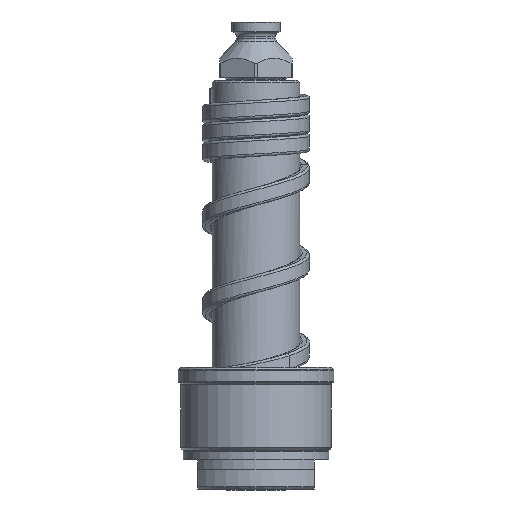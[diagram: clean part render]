
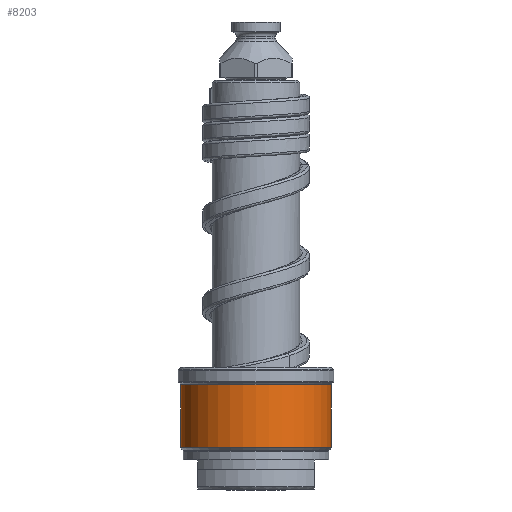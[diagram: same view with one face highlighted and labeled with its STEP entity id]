
A CAD part, front view. The second image highlights one B-rep face of the part: STEP entity #8203.
In plain terms, the highlighted cylindrical face has radius 15.5 mm (diameter 31 mm), a partial arc.
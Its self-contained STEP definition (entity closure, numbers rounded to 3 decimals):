
#1884=CARTESIAN_POINT('',(0.,0.,8.583));
#1885=DIRECTION('',(0.,0.,1.));
#1886=DIRECTION('',(-1.,0.,0.));
#1887=AXIS2_PLACEMENT_3D('',#1884,#1885,#1886);
#1889=DIRECTION('',(0.,0.,-1.));
#1890=VECTOR('',#1889,12.835);
#1891=CARTESIAN_POINT('',(-15.5,0.,21.417));
#1892=LINE('',#1891,#1890);
#1893=CARTESIAN_POINT('',(0.,0.,21.417));
#1894=DIRECTION('',(0.,0.,1.));
#1895=DIRECTION('',(-1.,0.,0.));
#1896=AXIS2_PLACEMENT_3D('',#1893,#1894,#1895);
#1898=DIRECTION('',(0.,0.,-1.));
#1899=VECTOR('',#1898,12.835);
#1900=CARTESIAN_POINT('',(15.5,0.,21.417));
#1901=LINE('',#1900,#1899);
#5880=CARTESIAN_POINT('',(15.5,0.,21.417));
#5881=CARTESIAN_POINT('',(-15.5,0.,21.417));
#5882=VERTEX_POINT('',#5880);
#5883=VERTEX_POINT('',#5881);
#5906=CARTESIAN_POINT('',(15.5,0.,8.583));
#5907=VERTEX_POINT('',#5906);
#5908=CARTESIAN_POINT('',(-15.5,0.,8.583));
#5909=VERTEX_POINT('',#5908);
#8191=CARTESIAN_POINT('',(0.,0.,7.15));
#8192=DIRECTION('',(0.,0.,1.));
#8193=DIRECTION('',(-1.,0.,0.));
#8194=AXIS2_PLACEMENT_3D('',#8191,#8192,#8193);
#8195=CYLINDRICAL_SURFACE('',#8194,15.5);
#8196=ORIENTED_EDGE('',*,*,#8163,.F.);
#8197=ORIENTED_EDGE('',*,*,#8181,.F.);
#8199=ORIENTED_EDGE('',*,*,#8198,.T.);
#8200=ORIENTED_EDGE('',*,*,#8177,.T.);
#8201=EDGE_LOOP('',(#8196,#8197,#8199,#8200));
#8202=FACE_OUTER_BOUND('',#8201,.F.);
#1888=CIRCLE('',#1887,15.5);
#1897=CIRCLE('',#1896,15.5);
#8163=EDGE_CURVE('',#5909,#5907,#1888,.T.);
#8177=EDGE_CURVE('',#5882,#5907,#1901,.T.);
#8181=EDGE_CURVE('',#5883,#5909,#1892,.T.);
#8198=EDGE_CURVE('',#5883,#5882,#1897,.T.);
#8203=ADVANCED_FACE('',(#8202),#8195,.T.);
